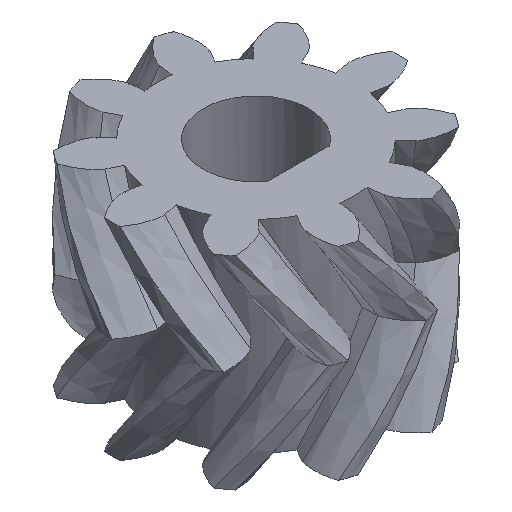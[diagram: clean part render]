
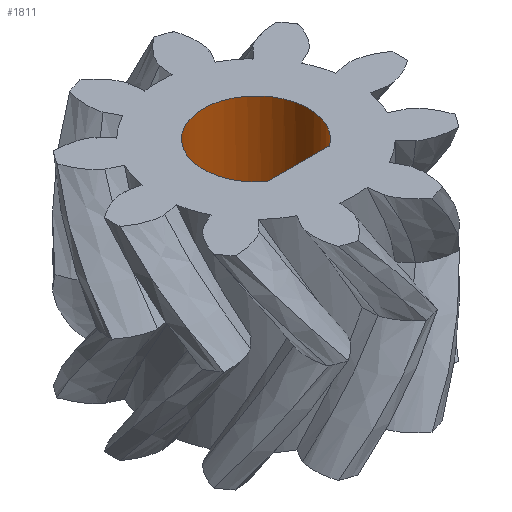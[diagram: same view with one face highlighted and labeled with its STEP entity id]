
A CAD part, isometric view. The second image highlights one B-rep face of the part: STEP entity #1811.
In plain terms, the highlighted cylindrical face has radius 2.599 mm (diameter 5.199 mm), a full revolution.
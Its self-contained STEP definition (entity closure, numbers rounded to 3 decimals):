
#301=FACE_OUTER_BOUND('',#416,.T.);
#416=EDGE_LOOP('',(#1202,#1203,#1204,#1205,#1206,#1207,#1208,#1209));
#533=LINE('',#2219,#598);
#534=LINE('',#2223,#599);
#535=LINE('',#2227,#600);
#598=VECTOR('',#2015,2.499);
#599=VECTOR('',#2018,10.);
#600=VECTOR('',#2021,10.);
#663=CIRCLE('',#1941,2.599);
#664=CIRCLE('',#1942,2.599);
#665=CIRCLE('',#1943,2.599);
#666=CIRCLE('',#1944,2.599);
#717=VERTEX_POINT('',#2216);
#718=VERTEX_POINT('',#2218);
#719=VERTEX_POINT('',#2220);
#720=VERTEX_POINT('',#2222);
#721=VERTEX_POINT('',#2224);
#722=VERTEX_POINT('',#2226);
#903=EDGE_CURVE('',#717,#717,#663,.F.);
#904=EDGE_CURVE('',#717,#718,#533,.T.);
#905=EDGE_CURVE('',#719,#718,#664,.F.);
#906=EDGE_CURVE('',#720,#719,#534,.F.);
#907=EDGE_CURVE('',#721,#720,#665,.T.);
#908=EDGE_CURVE('',#722,#721,#535,.F.);
#909=EDGE_CURVE('',#718,#722,#666,.F.);
#1202=ORIENTED_EDGE('',*,*,#903,.F.);
#1203=ORIENTED_EDGE('',*,*,#904,.T.);
#1204=ORIENTED_EDGE('',*,*,#905,.F.);
#1205=ORIENTED_EDGE('',*,*,#906,.F.);
#1206=ORIENTED_EDGE('',*,*,#907,.F.);
#1207=ORIENTED_EDGE('',*,*,#908,.F.);
#1208=ORIENTED_EDGE('',*,*,#909,.F.);
#1209=ORIENTED_EDGE('',*,*,#904,.F.);
#1800=CYLINDRICAL_SURFACE('',#1940,2.599);
#1811=ADVANCED_FACE('',(#301),#1800,.F.);
#1940=AXIS2_PLACEMENT_3D('',#2215,#2011,#2012);
#1941=AXIS2_PLACEMENT_3D('',#2217,#2013,#2014);
#1942=AXIS2_PLACEMENT_3D('',#2221,#2016,#2017);
#1943=AXIS2_PLACEMENT_3D('',#2225,#2019,#2020);
#1944=AXIS2_PLACEMENT_3D('',#2228,#2022,#2023);
#2011=DIRECTION('center_axis',(0.,0.,1.));
#2012=DIRECTION('ref_axis',(0.,-1.,0.));
#2013=DIRECTION('center_axis',(0.,0.,-1.));
#2014=DIRECTION('ref_axis',(0.,-1.,0.));
#2015=DIRECTION('',(0.,0.,1.));
#2016=DIRECTION('center_axis',(0.,0.,1.));
#2017=DIRECTION('ref_axis',(0.,-1.,0.));
#2018=DIRECTION('',(0.,0.,-1.));
#2019=DIRECTION('center_axis',(0.,0.,-1.));
#2020=DIRECTION('ref_axis',(0.,-1.,0.));
#2021=DIRECTION('',(0.,0.,1.));
#2022=DIRECTION('center_axis',(0.,0.,1.));
#2023=DIRECTION('ref_axis',(0.,-1.,0.));
#2215=CARTESIAN_POINT('Origin',(0.,0.,15.24));
#2216=CARTESIAN_POINT('',(0.,2.599,5.));
#2217=CARTESIAN_POINT('Origin',(0.,0.,5.));
#2218=CARTESIAN_POINT('',(0.,2.599,15.));
#2219=CARTESIAN_POINT('',(0.,2.599,15.24));
#2220=CARTESIAN_POINT('',(-1.531,-2.101,15.));
#2221=CARTESIAN_POINT('Origin',(0.,0.,15.));
#2222=CARTESIAN_POINT('',(-1.531,-2.101,9.032));
#2223=CARTESIAN_POINT('',(-1.531,-2.101,15.24));
#2224=CARTESIAN_POINT('',(1.531,-2.101,9.032));
#2225=CARTESIAN_POINT('Origin',(0.,0.,9.032));
#2226=CARTESIAN_POINT('',(1.531,-2.101,15.));
#2227=CARTESIAN_POINT('',(1.531,-2.101,15.24));
#2228=CARTESIAN_POINT('Origin',(0.,0.,15.));
